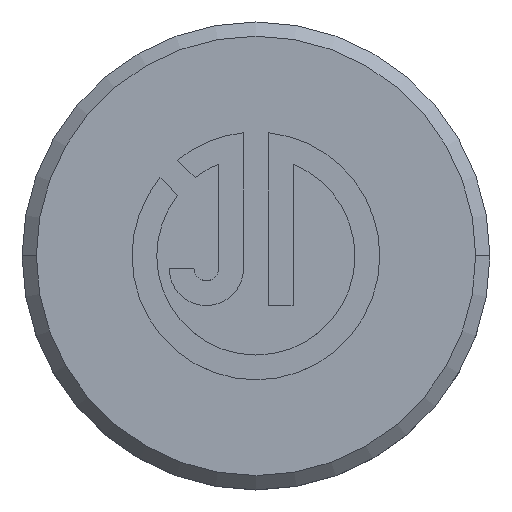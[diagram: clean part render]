
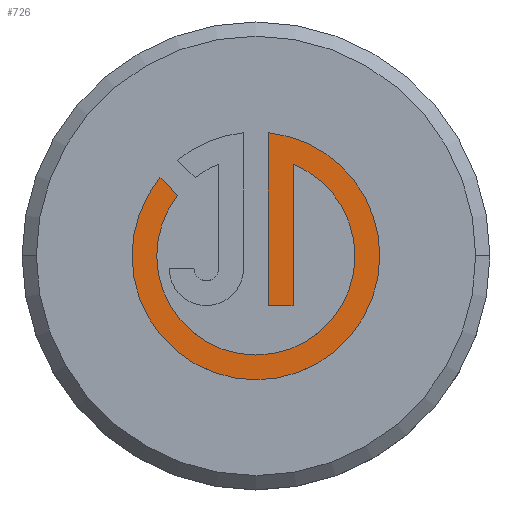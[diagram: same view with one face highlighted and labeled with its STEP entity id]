
A CAD part, top view. The second image highlights one B-rep face of the part: STEP entity #726.
In plain terms, the highlighted planar face has unit normal (0, 0, 1).
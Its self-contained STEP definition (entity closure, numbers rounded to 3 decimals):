
#9 = AXIS2_PLACEMENT_3D ( 'NONE', #2325, #1221, #88 ) ;
#13 = DIRECTION ( 'NONE',  ( 1., 0., 0. ) ) ;
#88 = DIRECTION ( 'NONE',  ( -1., 0., 0. ) ) ;
#132 = CARTESIAN_POINT ( 'NONE',  ( 0.604, 6.055, 109.9 ) ) ;
#140 = VECTOR ( 'NONE', #1494, 1000. ) ;
#203 = EDGE_CURVE ( 'NONE', #2261, #1088, #1635, .T. ) ;
#205 = DIRECTION ( 'NONE',  ( -0.707, 0.707, 0. ) ) ;
#230 = VERTEX_POINT ( 'NONE', #132 ) ;
#258 = VERTEX_POINT ( 'NONE', #508 ) ;
#318 = AXIS2_PLACEMENT_3D ( 'NONE', #1841, #722, #2014 ) ;
#323 = PLANE ( 'NONE',  #2290 ) ;
#333 = ORIENTED_EDGE ( 'NONE', *, *, #1483, .T. ) ;
#366 = CARTESIAN_POINT ( 'NONE',  ( 0., -2.439, 109.9 ) ) ;
#387 = CARTESIAN_POINT ( 'NONE',  ( -3.853, 2.983, 109.9 ) ) ;
#413 = DIRECTION ( 'NONE',  ( 0., -1., 0. ) ) ;
#460 = ORIENTED_EDGE ( 'NONE', *, *, #988, .T. ) ;
#489 = VERTEX_POINT ( 'NONE', #1533 ) ;
#506 = DIRECTION ( 'NONE',  ( 0., 0., 1. ) ) ;
#508 = CARTESIAN_POINT ( 'NONE',  ( 4.866, -0.003, 109.9 ) ) ;
#516 = DIRECTION ( 'NONE',  ( 0., 0., -1. ) ) ;
#528 = CARTESIAN_POINT ( 'NONE',  ( -3.853, 2.983, 109.9 ) ) ;
#554 = ORIENTED_EDGE ( 'NONE', *, *, #2399, .T. ) ;
#569 = VERTEX_POINT ( 'NONE', #2128 ) ;
#578 = DIRECTION ( 'NONE',  ( 0., 1., 0. ) ) ;
#601 = AXIS2_PLACEMENT_3D ( 'NONE', #1644, #516, #1832 ) ;
#638 = LINE ( 'NONE', #366, #140 ) ;
#722 = DIRECTION ( 'NONE',  ( 0., 0., 1. ) ) ;
#726 = ADVANCED_FACE ( 'NONE', ( #786 ), #323, .T. ) ;
#784 = CARTESIAN_POINT ( 'NONE',  ( -4.876, -0.003, 109.9 ) ) ;
#786 = FACE_OUTER_BOUND ( 'NONE', #1055, .T. ) ;
#810 = CARTESIAN_POINT ( 'NONE',  ( -0.005, -0.003, 109.9 ) ) ;
#899 = AXIS2_PLACEMENT_3D ( 'NONE', #1084, #2371, #1267 ) ;
#906 = EDGE_CURVE ( 'NONE', #1560, #1641, #929, .T. ) ;
#929 = LINE ( 'NONE', #387, #1310 ) ;
#938 = EDGE_CURVE ( 'NONE', #489, #980, #1792, .T. ) ;
#944 = CIRCLE ( 'NONE', #1043, 6.089 ) ;
#952 = VERTEX_POINT ( 'NONE', #784 ) ;
#961 = CIRCLE ( 'NONE', #2068, 4.871 ) ;
#980 = VERTEX_POINT ( 'NONE', #1170 ) ;
#988 = EDGE_CURVE ( 'NONE', #230, #569, #2107, .T. ) ;
#997 = DIRECTION ( 'NONE',  ( -1., 0., 0. ) ) ;
#1022 = DIRECTION ( 'NONE',  ( 0., 0., 1. ) ) ;
#1043 = AXIS2_PLACEMENT_3D ( 'NONE', #2112, #1022, #13 ) ;
#1055 = EDGE_LOOP ( 'NONE', ( #1439, #333, #1118, #1411, #1839, #1633, #554, #460, #1265, #1546 ) ) ;
#1084 = CARTESIAN_POINT ( 'NONE',  ( -0.005, -0.003, 109.9 ) ) ;
#1088 = VERTEX_POINT ( 'NONE', #2119 ) ;
#1118 = ORIENTED_EDGE ( 'NONE', *, *, #1819, .T. ) ;
#1170 = CARTESIAN_POINT ( 'NONE',  ( 1.821, 4.512, 109.9 ) ) ;
#1204 = EDGE_CURVE ( 'NONE', #980, #258, #961, .T. ) ;
#1221 = DIRECTION ( 'NONE',  ( 0., 0., -1. ) ) ;
#1245 = VECTOR ( 'NONE', #578, 1000. ) ;
#1265 = ORIENTED_EDGE ( 'NONE', *, *, #2092, .T. ) ;
#1267 = DIRECTION ( 'NONE',  ( 1., 0., 0. ) ) ;
#1307 = CIRCLE ( 'NONE', #601, 4.871 ) ;
#1310 = VECTOR ( 'NONE', #205, 1000. ) ;
#1329 = CARTESIAN_POINT ( 'NONE',  ( -4.719, 3.85, 109.9 ) ) ;
#1411 = ORIENTED_EDGE ( 'NONE', *, *, #906, .T. ) ;
#1439 = ORIENTED_EDGE ( 'NONE', *, *, #1204, .T. ) ;
#1483 = EDGE_CURVE ( 'NONE', #258, #952, #1307, .T. ) ;
#1494 = DIRECTION ( 'NONE',  ( 1., 0., 0. ) ) ;
#1533 = CARTESIAN_POINT ( 'NONE',  ( 1.821, -2.439, 109.9 ) ) ;
#1546 = ORIENTED_EDGE ( 'NONE', *, *, #938, .T. ) ;
#1560 = VERTEX_POINT ( 'NONE', #528 ) ;
#1584 = CIRCLE ( 'NONE', #318, 6.089 ) ;
#1623 = VECTOR ( 'NONE', #413, 1000. ) ;
#1633 = ORIENTED_EDGE ( 'NONE', *, *, #203, .T. ) ;
#1635 = CIRCLE ( 'NONE', #899, 6.089 ) ;
#1641 = VERTEX_POINT ( 'NONE', #1329 ) ;
#1644 = CARTESIAN_POINT ( 'NONE',  ( -0.005, -0.003, 109.9 ) ) ;
#1669 = CIRCLE ( 'NONE', #9, 4.871 ) ;
#1792 = LINE ( 'NONE', #1886, #1245 ) ;
#1818 = DIRECTION ( 'NONE',  ( 1., 0., 0. ) ) ;
#1819 = EDGE_CURVE ( 'NONE', #952, #1560, #1669, .T. ) ;
#1832 = DIRECTION ( 'NONE',  ( -1., 0., 0. ) ) ;
#1839 = ORIENTED_EDGE ( 'NONE', *, *, #2137, .T. ) ;
#1841 = CARTESIAN_POINT ( 'NONE',  ( -0.005, -0.003, 109.9 ) ) ;
#1886 = CARTESIAN_POINT ( 'NONE',  ( 1.821, 0., 109.9 ) ) ;
#1987 = CARTESIAN_POINT ( 'NONE',  ( 0., 0., 109.9 ) ) ;
#2014 = DIRECTION ( 'NONE',  ( 1., 0., 0. ) ) ;
#2068 = AXIS2_PLACEMENT_3D ( 'NONE', #810, #2089, #997 ) ;
#2089 = DIRECTION ( 'NONE',  ( 0., 0., -1. ) ) ;
#2092 = EDGE_CURVE ( 'NONE', #569, #489, #638, .T. ) ;
#2107 = LINE ( 'NONE', #2257, #1623 ) ;
#2112 = CARTESIAN_POINT ( 'NONE',  ( -0.005, -0.003, 109.9 ) ) ;
#2119 = CARTESIAN_POINT ( 'NONE',  ( 6.084, -0.003, 109.9 ) ) ;
#2128 = CARTESIAN_POINT ( 'NONE',  ( 0.604, -2.439, 109.9 ) ) ;
#2137 = EDGE_CURVE ( 'NONE', #1641, #2261, #1584, .T. ) ;
#2247 = CARTESIAN_POINT ( 'NONE',  ( -6.094, -0.003, 109.9 ) ) ;
#2257 = CARTESIAN_POINT ( 'NONE',  ( 0.604, 0., 109.9 ) ) ;
#2261 = VERTEX_POINT ( 'NONE', #2247 ) ;
#2290 = AXIS2_PLACEMENT_3D ( 'NONE', #1987, #506, #1818 ) ;
#2325 = CARTESIAN_POINT ( 'NONE',  ( -0.005, -0.003, 109.9 ) ) ;
#2371 = DIRECTION ( 'NONE',  ( 0., 0., 1. ) ) ;
#2399 = EDGE_CURVE ( 'NONE', #1088, #230, #944, .T. ) ;
